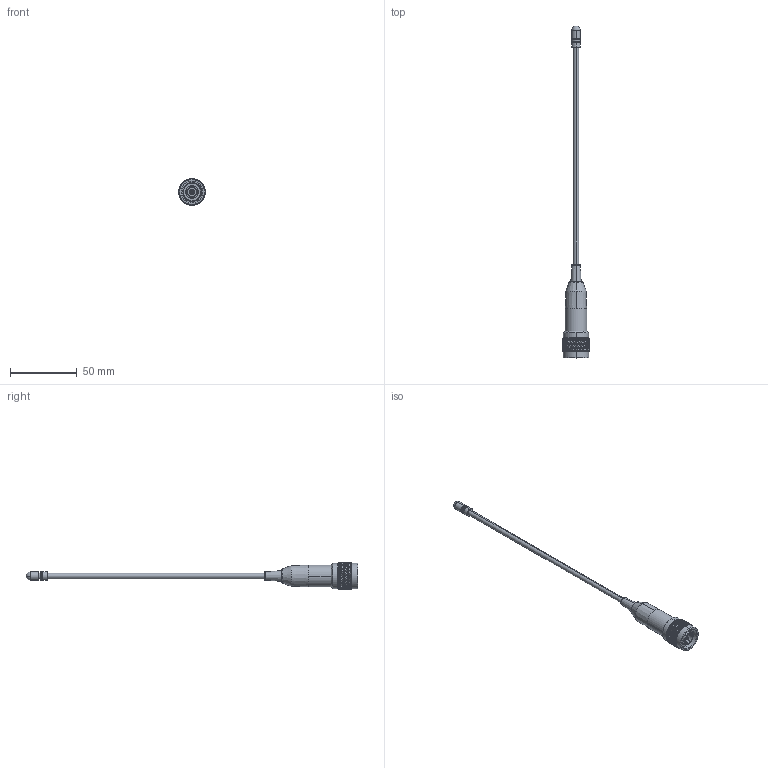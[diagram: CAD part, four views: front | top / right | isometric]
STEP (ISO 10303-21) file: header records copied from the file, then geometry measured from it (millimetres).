
FILE_DESCRIPTION (( 'STEP AP214' ), '1' );
FILE_NAME ('FW.86.B.SMA.M_web.STEP', '2020-08-06T07:17:28', ( '' ), ( '' ), 'SwSTEP 2.0', 'SolidWorks 2018', '' );
FILE_SCHEMA (( 'AUTOMOTIVE_DESIGN' ));
Length unit declared in the file: millimetre
Products named in the file (5): FW.86.B.SMA.M_web; CAP; Connecter; Housing; Flexible Whip
Assembly tree (4 placements, depth 2):
  FW.86.B.SMA.M_web
    Connecter
    CAP
    Flexible Whip
    Housing
Bounding box: 20 x 249 x 20 mm (x, y, z)
Volume: 12118 mm3; surface area: 10747.4 mm2
Topology: 4 solids, 4 shells, 1339 faces, 3565 edges, 2250 vertices
Faces by surface type: bspline 803, cylinder 302, plane 149, cone 77, torus 6, sphere 2
Entity records: 54407 total; most frequent: CARTESIAN_POINT 28933, ORIENTED_EDGE 7126, EDGE_CURVE 3563, B_SPLINE_CURVE_WITH_KNOTS 2813, VERTEX_POINT 2250, DIRECTION 2026, EDGE_LOOP 1357, FACE_OUTER_BOUND 1339
